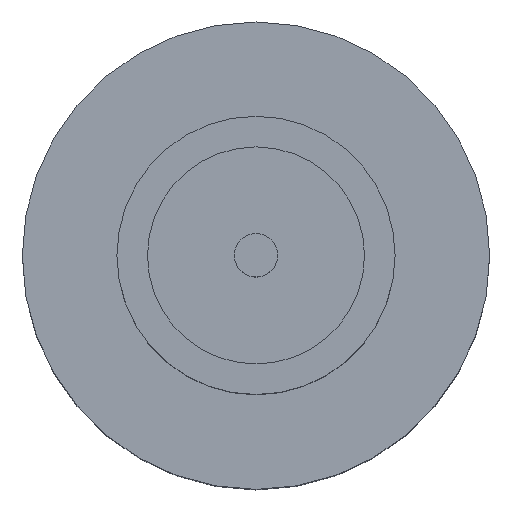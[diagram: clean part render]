
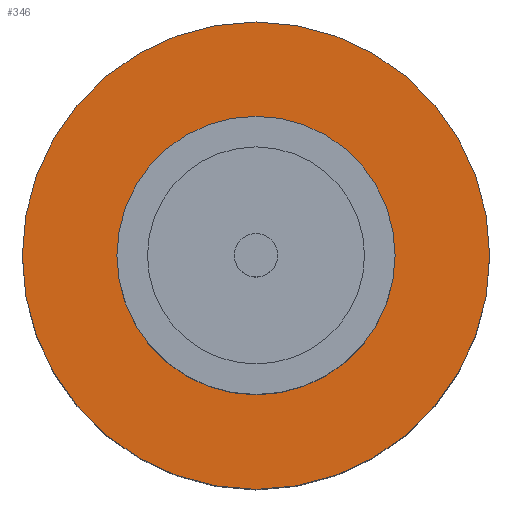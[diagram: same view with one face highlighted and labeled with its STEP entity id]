
A CAD part, top view. The second image highlights one B-rep face of the part: STEP entity #346.
In plain terms, the highlighted planar face has unit normal (0, 0, 1).
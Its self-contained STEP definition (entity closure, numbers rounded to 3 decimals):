
#52 = AXIS2_PLACEMENT_3D ( 'NONE', #435, #502, #947 ) ;
#73 = DIRECTION ( 'NONE',  ( 1., 0., 0. ) ) ;
#88 = CARTESIAN_POINT ( 'NONE',  ( -2.1, 0., 1.55 ) ) ;
#110 = VERTEX_POINT ( 'NONE', #242 ) ;
#170 = CARTESIAN_POINT ( 'NONE',  ( 0., 0., 1.55 ) ) ;
#211 = CARTESIAN_POINT ( 'NONE',  ( 0., 0., 1.55 ) ) ;
#228 = ORIENTED_EDGE ( 'NONE', *, *, #548, .T. ) ;
#234 = CARTESIAN_POINT ( 'NONE',  ( 0., 0., 1.55 ) ) ;
#242 = CARTESIAN_POINT ( 'NONE',  ( 1.25, 0., 1.55 ) ) ;
#243 = FACE_OUTER_BOUND ( 'NONE', #843, .T. ) ;
#246 = DIRECTION ( 'NONE',  ( 0., 0., 1. ) ) ;
#248 = AXIS2_PLACEMENT_3D ( 'NONE', #234, #875, #464 ) ;
#276 = FACE_BOUND ( 'NONE', #378, .T. ) ;
#287 = DIRECTION ( 'NONE',  ( 0., 0., 1. ) ) ;
#322 = AXIS2_PLACEMENT_3D ( 'NONE', #170, #246, #412 ) ;
#336 = EDGE_CURVE ( 'NONE', #474, #372, #459, .T. ) ;
#346 = ADVANCED_FACE ( 'NONE', ( #276, #243 ), #830, .T. ) ;
#372 = VERTEX_POINT ( 'NONE', #88 ) ;
#378 = EDGE_LOOP ( 'NONE', ( #884, #892 ) ) ;
#412 = DIRECTION ( 'NONE',  ( 1., 0., 0. ) ) ;
#435 = CARTESIAN_POINT ( 'NONE',  ( 0., 0., 1.55 ) ) ;
#459 = CIRCLE ( 'NONE', #627, 2.1 ) ;
#464 = DIRECTION ( 'NONE',  ( 1., 0., 0. ) ) ;
#465 = CARTESIAN_POINT ( 'NONE',  ( 0., 0., 1.55 ) ) ;
#474 = VERTEX_POINT ( 'NONE', #679 ) ;
#502 = DIRECTION ( 'NONE',  ( 0., 0., 1. ) ) ;
#548 = EDGE_CURVE ( 'NONE', #372, #474, #615, .T. ) ;
#561 = AXIS2_PLACEMENT_3D ( 'NONE', #211, #287, #73 ) ;
#605 = DIRECTION ( 'NONE',  ( 0., 0., 1. ) ) ;
#615 = CIRCLE ( 'NONE', #322, 2.1 ) ;
#627 = AXIS2_PLACEMENT_3D ( 'NONE', #465, #605, #833 ) ;
#659 = CIRCLE ( 'NONE', #561, 1.25 ) ;
#679 = CARTESIAN_POINT ( 'NONE',  ( 2.1, 0., 1.55 ) ) ;
#706 = ORIENTED_EDGE ( 'NONE', *, *, #336, .T. ) ;
#752 = VERTEX_POINT ( 'NONE', #949 ) ;
#821 = EDGE_CURVE ( 'NONE', #752, #110, #879, .T. ) ;
#830 = PLANE ( 'NONE',  #248 ) ;
#833 = DIRECTION ( 'NONE',  ( 1., 0., 0. ) ) ;
#843 = EDGE_LOOP ( 'NONE', ( #228, #706 ) ) ;
#875 = DIRECTION ( 'NONE',  ( 0., 0., 1. ) ) ;
#879 = CIRCLE ( 'NONE', #52, 1.25 ) ;
#884 = ORIENTED_EDGE ( 'NONE', *, *, #899, .F. ) ;
#892 = ORIENTED_EDGE ( 'NONE', *, *, #821, .F. ) ;
#899 = EDGE_CURVE ( 'NONE', #110, #752, #659, .T. ) ;
#947 = DIRECTION ( 'NONE',  ( 1., 0., 0. ) ) ;
#949 = CARTESIAN_POINT ( 'NONE',  ( -1.25, 0., 1.55 ) ) ;
